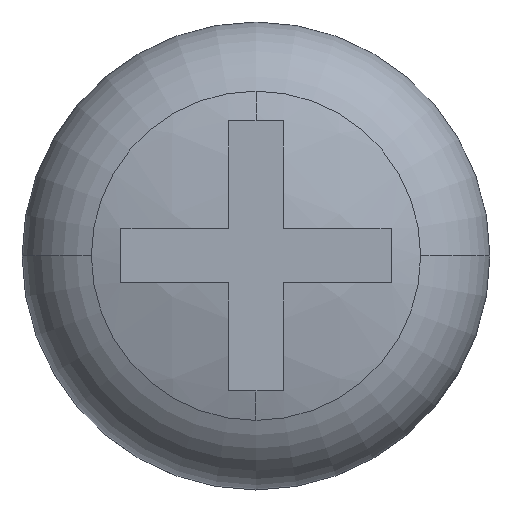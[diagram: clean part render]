
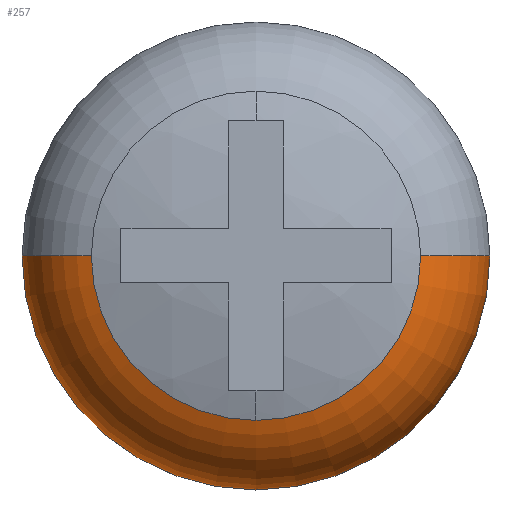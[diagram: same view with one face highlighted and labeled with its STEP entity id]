
A CAD part, top view. The second image highlights one B-rep face of the part: STEP entity #257.
In plain terms, the highlighted toroidal (fillet/blend) face has major radius 1.25 mm and minor radius 1 mm.
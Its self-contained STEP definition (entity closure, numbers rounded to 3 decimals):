
#27 = EDGE_CURVE ( 'NONE', #221, #185, #344, .T. ) ;
#38 = EDGE_CURVE ( 'NONE', #191, #184, #379, .T. ) ;
#138 = VERTEX_POINT ( 'NONE', #545 ) ;
#158 = ORIENTED_EDGE ( 'NONE', *, *, #38, .F. ) ;
#175 = EDGE_CURVE ( 'NONE', #138, #184, #607, .T. ) ;
#184 = VERTEX_POINT ( 'NONE', #641 ) ;
#185 = VERTEX_POINT ( 'NONE', #640 ) ;
#189 = EDGE_CURVE ( 'NONE', #185, #191, #639, .T. ) ;
#191 = VERTEX_POINT ( 'NONE', #634 ) ;
#218 = ORIENTED_EDGE ( 'NONE', *, *, #27, .F. ) ;
#221 = VERTEX_POINT ( 'NONE', #703 ) ;
#235 = EDGE_CURVE ( 'NONE', #138, #221, #690, .T. ) ;
#252 = ORIENTED_EDGE ( 'NONE', *, *, #189, .F. ) ;
#257 = ADVANCED_FACE ( 'NONE', ( #722 ), #720, .T. ) ;
#259 = EDGE_LOOP ( 'NONE', ( #252, #218, #275, #276, #158 ) ) ;
#275 = ORIENTED_EDGE ( 'NONE', *, *, #235, .F. ) ;
#276 = ORIENTED_EDGE ( 'NONE', *, *, #175, .T. ) ;
#340 = DIRECTION ( 'NONE',  ( -1., 0., 0. ) ) ;
#341 = DIRECTION ( 'NONE',  ( 0., 0., 1. ) ) ;
#342 = CARTESIAN_POINT ( 'NONE',  ( 0., 0., 1.428 ) ) ;
#343 = AXIS2_PLACEMENT_3D ( 'NONE', #342, #341, #340 ) ;
#344 = CIRCLE ( 'NONE', #343, 1.583 ) ;
#375 = DIRECTION ( 'NONE',  ( -1., 0., 0. ) ) ;
#376 = DIRECTION ( 'NONE',  ( 0., 0., -1. ) ) ;
#377 = CARTESIAN_POINT ( 'NONE',  ( 0., 0., 0.486 ) ) ;
#378 = AXIS2_PLACEMENT_3D ( 'NONE', #377, #376, #375 ) ;
#379 = CIRCLE ( 'NONE', #378, 2.25 ) ;
#545 = CARTESIAN_POINT ( 'NONE',  ( -1.583, 0., 1.428 ) ) ;
#603 = DIRECTION ( 'NONE',  ( 0., 0., -1. ) ) ;
#604 = DIRECTION ( 'NONE',  ( 0., -1., 0. ) ) ;
#605 = CARTESIAN_POINT ( 'NONE',  ( -1.25, 0., 0.486 ) ) ;
#606 = AXIS2_PLACEMENT_3D ( 'NONE', #605, #604, #603 ) ;
#607 = CIRCLE ( 'NONE', #606, 1. ) ;
#634 = CARTESIAN_POINT ( 'NONE',  ( 2.25, 0., 0.486 ) ) ;
#635 = DIRECTION ( 'NONE',  ( -1., 0., 0. ) ) ;
#636 = DIRECTION ( 'NONE',  ( 0., 1., 0. ) ) ;
#637 = CARTESIAN_POINT ( 'NONE',  ( 1.25, 0., 0.486 ) ) ;
#638 = AXIS2_PLACEMENT_3D ( 'NONE', #637, #636, #635 ) ;
#639 = CIRCLE ( 'NONE', #638, 1. ) ;
#640 = CARTESIAN_POINT ( 'NONE',  ( 1.583, 0., 1.428 ) ) ;
#641 = CARTESIAN_POINT ( 'NONE',  ( -2.25, 0., 0.486 ) ) ;
#686 = DIRECTION ( 'NONE',  ( -1., 0., 0. ) ) ;
#687 = DIRECTION ( 'NONE',  ( 0., 0., 1. ) ) ;
#688 = CARTESIAN_POINT ( 'NONE',  ( 0., 0., 1.428 ) ) ;
#689 = AXIS2_PLACEMENT_3D ( 'NONE', #688, #687, #686 ) ;
#690 = CIRCLE ( 'NONE', #689, 1.583 ) ;
#703 = CARTESIAN_POINT ( 'NONE',  ( 0., -1.583, 1.428 ) ) ;
#717 = DIRECTION ( 'NONE',  ( -1., 0., 0. ) ) ;
#718 = DIRECTION ( 'NONE',  ( 0., 0., -1. ) ) ;
#719 = AXIS2_PLACEMENT_3D ( 'NONE', #721, #718, #717 ) ;
#720 = TOROIDAL_SURFACE ( 'NONE', #719, 1.25, 1. ) ;
#721 = CARTESIAN_POINT ( 'NONE',  ( 0., 0., 0.486 ) ) ;
#722 = FACE_OUTER_BOUND ( 'NONE', #259, .T. ) ;
